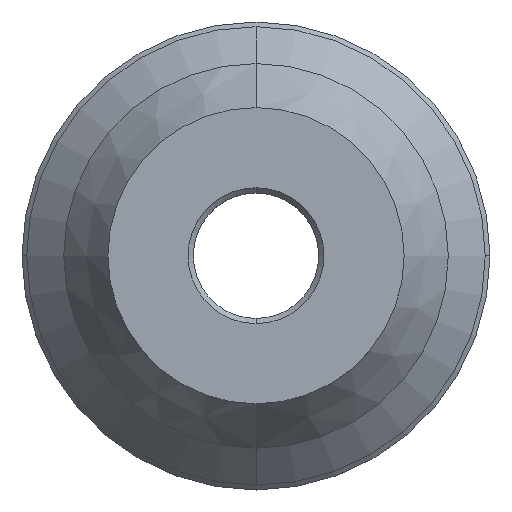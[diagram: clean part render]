
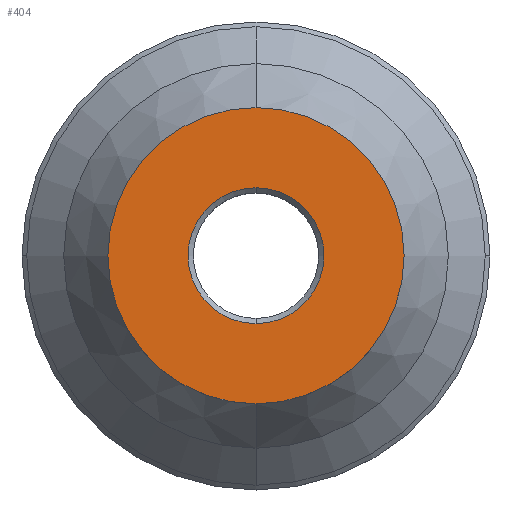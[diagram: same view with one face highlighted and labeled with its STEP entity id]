
A CAD part, top view. The second image highlights one B-rep face of the part: STEP entity #404.
In plain terms, the highlighted planar face has unit normal (0, 0, 1).
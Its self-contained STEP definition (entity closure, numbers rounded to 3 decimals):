
#194=EDGE_CURVE('',#202,#232,#523,.T.);
#202=VERTEX_POINT('',#533);
#232=VERTEX_POINT('',#564);
#264=EDGE_CURVE('',#232,#202,#600,.T.);
#308=VERTEX_POINT('',#651);
#370=EDGE_CURVE('',#484,#308,#718,.T.);
#404=ADVANCED_FACE('',(#761,#762),#763,.T.);
#410=EDGE_CURVE('',#308,#484,#769,.T.);
#484=VERTEX_POINT('',#852);
#523=CIRCLE('',#889,45.0);
#533=CARTESIAN_POINT('',(0.0,45.0,0.0));
#564=CARTESIAN_POINT('',(0.,-45.0,0.0));
#600=CIRCLE('',#988,45.0);
#651=CARTESIAN_POINT('',(0.0,20.638,0.0));
#718=CIRCLE('',#1150,20.638);
#761=FACE_BOUND('',#1201,.T.);
#762=FACE_OUTER_BOUND('',#1202,.T.);
#763=PLANE('',#1203);
#769=CIRCLE('',#1213,20.638);
#852=CARTESIAN_POINT('',(0.,-20.638,0.0));
#889=AXIS2_PLACEMENT_3D('',#1337,#1338,#1339);
#988=AXIS2_PLACEMENT_3D('',#1409,#1410,#1411);
#1150=AXIS2_PLACEMENT_3D('',#1579,#1580,#1581);
#1201=EDGE_LOOP('',(#1648,#1649));
#1202=EDGE_LOOP('',(#1650,#1651));
#1203=AXIS2_PLACEMENT_3D('',#1652,#1653,#1654);
#1213=AXIS2_PLACEMENT_3D('',#1659,#1660,#1661);
#1337=CARTESIAN_POINT('',(0.0,0.0,0.0));
#1338=DIRECTION('',(0.0,0.0,-1.0));
#1339=DIRECTION('',(0.0,1.0,0.0));
#1409=CARTESIAN_POINT('',(0.0,0.0,0.0));
#1410=DIRECTION('',(0.0,0.0,-1.0));
#1411=DIRECTION('',(0.0,1.0,0.0));
#1579=CARTESIAN_POINT('',(0.0,0.0,0.0));
#1580=DIRECTION('',(-0.0,0.0,-1.0));
#1581=DIRECTION('',(0.0,1.0,0.0));
#1648=ORIENTED_EDGE('',*,*,#410,.T.);
#1649=ORIENTED_EDGE('',*,*,#370,.T.);
#1650=ORIENTED_EDGE('',*,*,#194,.F.);
#1651=ORIENTED_EDGE('',*,*,#264,.F.);
#1652=CARTESIAN_POINT('',(0.0,22.5,0.0));
#1653=DIRECTION('',(-0.0,0.0,1.0));
#1654=DIRECTION('',(0.0,-1.0,0.0));
#1659=CARTESIAN_POINT('',(0.0,0.0,0.0));
#1660=DIRECTION('',(-0.0,0.0,-1.0));
#1661=DIRECTION('',(0.0,1.0,0.0));
